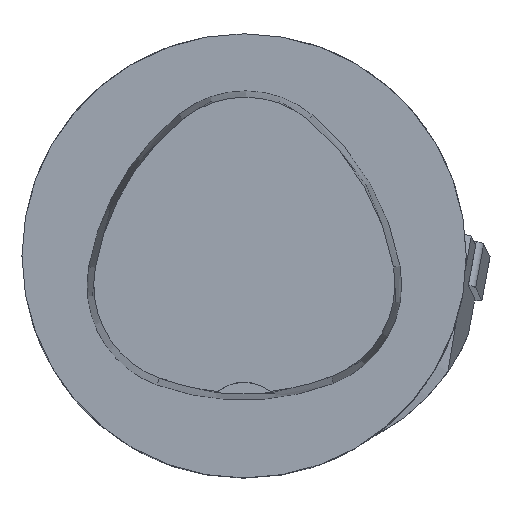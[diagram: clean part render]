
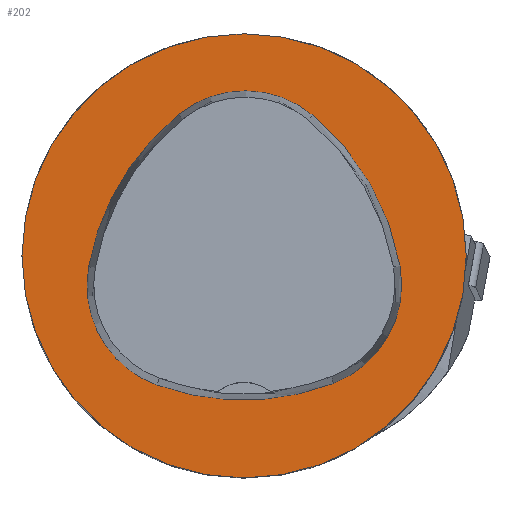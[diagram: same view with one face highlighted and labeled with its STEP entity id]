
A CAD part, top view. The second image highlights one B-rep face of the part: STEP entity #202.
In plain terms, the highlighted planar face has unit normal (0, 0, 1).
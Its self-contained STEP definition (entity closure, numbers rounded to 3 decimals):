
#202=ADVANCED_FACE('',(#407,#408),#243,.T.);
#243=PLANE('',#1129);
#407=FACE_BOUND('',#453,.T.);
#408=FACE_BOUND('',#454,.T.);
#453=EDGE_LOOP('',(#643,#644,#645,#646,#647,#648));
#454=EDGE_LOOP('',(#649));
#643=ORIENTED_EDGE('',*,*,#924,.T.);
#644=ORIENTED_EDGE('',*,*,#904,.T.);
#645=ORIENTED_EDGE('',*,*,#908,.T.);
#646=ORIENTED_EDGE('',*,*,#911,.T.);
#647=ORIENTED_EDGE('',*,*,#914,.T.);
#648=ORIENTED_EDGE('',*,*,#922,.T.);
#649=ORIENTED_EDGE('',*,*,#895,.F.);
#792=VERTEX_POINT('',#1723);
#801=VERTEX_POINT('',#1742);
#802=VERTEX_POINT('',#1743);
#805=VERTEX_POINT('',#1751);
#807=VERTEX_POINT('',#1757);
#809=VERTEX_POINT('',#1763);
#816=VERTEX_POINT('',#1784);
#895=EDGE_CURVE('',#792,#792,#961,.T.);
#904=EDGE_CURVE('',#801,#802,#962,.T.);
#908=EDGE_CURVE('',#802,#805,#964,.T.);
#911=EDGE_CURVE('',#805,#807,#966,.T.);
#914=EDGE_CURVE('',#807,#809,#968,.T.);
#922=EDGE_CURVE('',#809,#816,#972,.T.);
#924=EDGE_CURVE('',#816,#801,#974,.T.);
#961=CIRCLE('',#1101,31.5);
#962=CIRCLE('',#1107,36.);
#964=CIRCLE('',#1110,15.);
#966=CIRCLE('',#1113,36.);
#968=CIRCLE('',#1116,15.);
#972=CIRCLE('',#1121,36.);
#974=CIRCLE('',#1124,15.);
#1101=AXIS2_PLACEMENT_3D('',#1722,#1303,#1304);
#1107=AXIS2_PLACEMENT_3D('',#1741,#1319,#1320);
#1110=AXIS2_PLACEMENT_3D('',#1750,#1327,#1328);
#1113=AXIS2_PLACEMENT_3D('',#1756,#1334,#1335);
#1116=AXIS2_PLACEMENT_3D('',#1762,#1341,#1342);
#1121=AXIS2_PLACEMENT_3D('',#1785,#1353,#1354);
#1124=AXIS2_PLACEMENT_3D('',#1788,#1359,#1360);
#1129=AXIS2_PLACEMENT_3D('',#1793,#1369,#1370);
#1303=DIRECTION('',(0.,0.,-1.));
#1304=DIRECTION('',(-1.,0.,0.));
#1319=DIRECTION('',(0.,0.,-1.));
#1320=DIRECTION('',(-1.,0.,0.));
#1327=DIRECTION('',(0.,0.,-1.));
#1328=DIRECTION('',(-1.,0.,0.));
#1334=DIRECTION('',(0.,0.,-1.));
#1335=DIRECTION('',(-1.,0.,0.));
#1341=DIRECTION('',(0.,0.,-1.));
#1342=DIRECTION('',(-1.,0.,0.));
#1353=DIRECTION('',(0.,0.,-1.));
#1354=DIRECTION('',(-1.,0.,0.));
#1359=DIRECTION('',(0.,0.,-1.));
#1360=DIRECTION('',(-1.,0.,0.));
#1369=DIRECTION('',(0.,0.,1.));
#1370=DIRECTION('',(1.,0.,0.));
#1722=CARTESIAN_POINT('',(0.,0.,0.));
#1723=CARTESIAN_POINT('',(-31.5,0.,0.));
#1741=CARTESIAN_POINT('',(13.398,-7.893,0.));
#1742=CARTESIAN_POINT('',(-22.041,-1.562,0.));
#1743=CARTESIAN_POINT('',(-9.317,20.036,0.));
#1750=CARTESIAN_POINT('',(0.148,8.399,0.));
#1751=CARTESIAN_POINT('',(9.779,19.898,0.));
#1756=CARTESIAN_POINT('',(-13.337,-7.7,0.));
#1757=CARTESIAN_POINT('',(22.122,-1.48,0.));
#1762=CARTESIAN_POINT('',(7.347,-4.071,0.));
#1763=CARTESIAN_POINT('',(12.693,-18.087,0.));
#1784=CARTESIAN_POINT('',(-12.373,-18.307,0.));
#1785=CARTESIAN_POINT('',(-0.137,15.55,0.));
#1788=CARTESIAN_POINT('',(-7.275,-4.2,0.));
#1793=CARTESIAN_POINT('',(0.,0.,0.));
